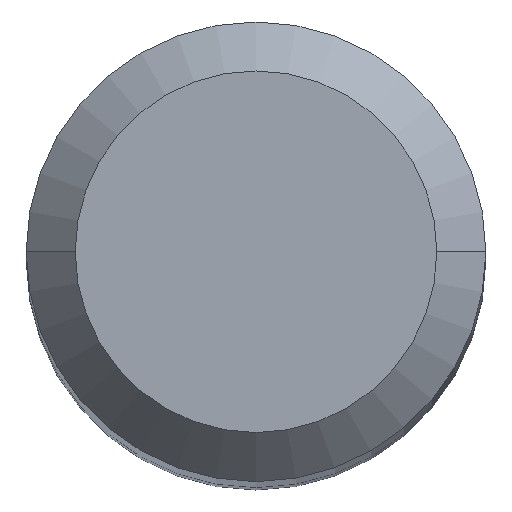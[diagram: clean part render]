
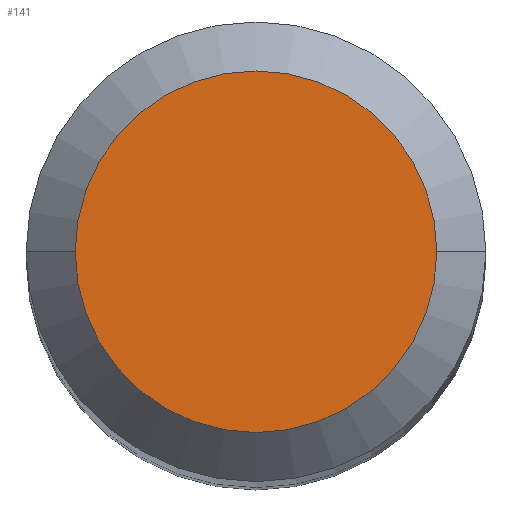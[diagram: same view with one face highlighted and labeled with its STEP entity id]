
A CAD part, top view. The second image highlights one B-rep face of the part: STEP entity #141.
In plain terms, the highlighted planar face has unit normal (0, 0, 1).
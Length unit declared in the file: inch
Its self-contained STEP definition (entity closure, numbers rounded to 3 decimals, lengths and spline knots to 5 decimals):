
#6 = PLANE ( 'NONE',  #85 ) ;
#23 = AXIS2_PLACEMENT_3D ( 'NONE', #437, #161, #29 ) ;
#29 = DIRECTION ( 'NONE',  ( 1., 0., 0. ) ) ;
#44 = AXIS2_PLACEMENT_3D ( 'NONE', #197, #136, #369 ) ;
#68 = DIRECTION ( 'NONE',  ( 0., 0., -1. ) ) ;
#85 = AXIS2_PLACEMENT_3D ( 'NONE', #245, #68, #282 ) ;
#95 = VERTEX_POINT ( 'NONE', #349 ) ;
#136 = DIRECTION ( 'NONE',  ( 0., 0., 1. ) ) ;
#141 = ADVANCED_FACE ( 'NONE', ( #317 ), #6, .F. ) ;
#161 = DIRECTION ( 'NONE',  ( 0., 0., 1. ) ) ;
#170 = CIRCLE ( 'NONE', #23, 0.07375 ) ;
#197 = CARTESIAN_POINT ( 'NONE',  ( 0., 0., 0. ) ) ;
#230 = VERTEX_POINT ( 'NONE', #306 ) ;
#245 = CARTESIAN_POINT ( 'NONE',  ( 0., 0.07375, 0. ) ) ;
#257 = EDGE_CURVE ( 'NONE', #230, #95, #170, .T. ) ;
#264 = EDGE_CURVE ( 'NONE', #95, #230, #440, .T. ) ;
#271 = ORIENTED_EDGE ( 'NONE', *, *, #264, .T. ) ;
#275 = ORIENTED_EDGE ( 'NONE', *, *, #257, .T. ) ;
#282 = DIRECTION ( 'NONE',  ( -1., 0., 0. ) ) ;
#306 = CARTESIAN_POINT ( 'NONE',  ( -0.07375, 0., 0. ) ) ;
#317 = FACE_OUTER_BOUND ( 'NONE', #398, .T. ) ;
#349 = CARTESIAN_POINT ( 'NONE',  ( 0.07375, 0., 0. ) ) ;
#369 = DIRECTION ( 'NONE',  ( 1., 0., 0. ) ) ;
#398 = EDGE_LOOP ( 'NONE', ( #275, #271 ) ) ;
#437 = CARTESIAN_POINT ( 'NONE',  ( 0., 0., 0. ) ) ;
#440 = CIRCLE ( 'NONE', #44, 0.07375 ) ;
